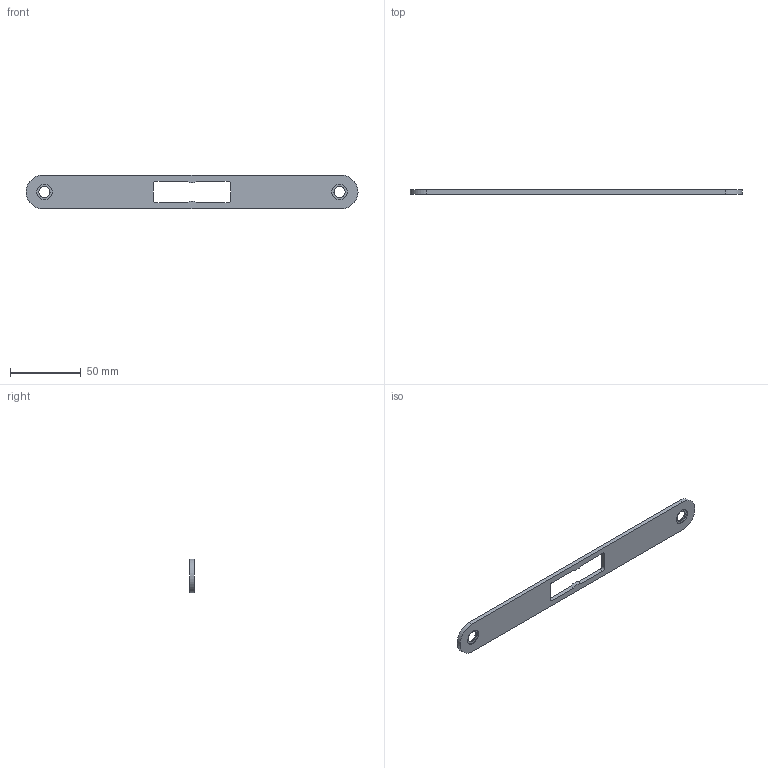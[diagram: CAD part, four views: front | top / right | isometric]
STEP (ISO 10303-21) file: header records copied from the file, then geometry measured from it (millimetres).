
FILE_DESCRIPTION((''),'2;1');
FILE_NAME('8982209000000','2023-04-03T16:37:14',('MLOLI'),(''),'CREO PARAMETRIC BY PTC INC, 2020454','CREO PARAMETRIC BY PTC INC, 2020454','');
FILE_SCHEMA(('AP242_MANAGED_MODEL_BASED_3D_ENGINEERING_MIM_LF { 1 0 10303 442 1 1 4 }'));
Length unit declared in the file: millimetre
Products named in the file (1): 8982209000000
Bounding box: 235 x 3 x 24 mm (x, y, z)
Volume: 13605.9 mm3; surface area: 11196.3 mm2
Topology: 1 solids, 1 shells, 32 faces, 80 edges, 52 vertices
Faces by surface type: cylinder 16, plane 12, cone 4
Entity records: 2210 total; most frequent: CARTESIAN_POINT 718, DIRECTION 253, ORIENTED_EDGE 160, AXIS2_PLACEMENT_3D 102, EDGE_CURVE 80, PROPERTY_DEFINITION 65, REPRESENTATION 64, PROPERTY_DEFINITION_REPRESENTATION 64
